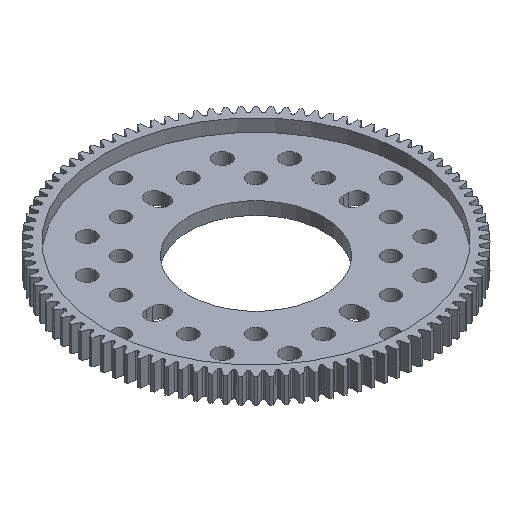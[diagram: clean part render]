
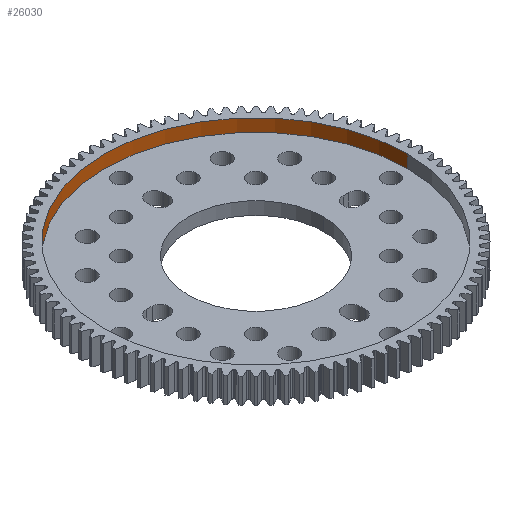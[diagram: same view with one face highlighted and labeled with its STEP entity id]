
A CAD part, isometric view. The second image highlights one B-rep face of the part: STEP entity #26030.
In plain terms, the highlighted cylindrical face has radius 35.9 mm (diameter 71.8 mm), a partial arc.
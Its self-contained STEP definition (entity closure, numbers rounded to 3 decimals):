
#824 = VECTOR ( 'NONE', #11670, 1000. ) ;
#1344 = DIRECTION ( 'NONE',  ( 1., 0., 0. ) ) ;
#2080 = DIRECTION ( 'NONE',  ( 1., 0., 0. ) ) ;
#2896 = AXIS2_PLACEMENT_3D ( 'NONE', #32660, #19877, #1344 ) ;
#2905 = VERTEX_POINT ( 'NONE', #6946 ) ;
#2994 = VERTEX_POINT ( 'NONE', #8223 ) ;
#3116 = EDGE_CURVE ( 'NONE', #12966, #27438, #36204, .T. ) ;
#5129 = CIRCLE ( 'NONE', #17142, 35.9 ) ;
#6946 = CARTESIAN_POINT ( 'NONE',  ( 35.9, 0., 6. ) ) ;
#8073 = ORIENTED_EDGE ( 'NONE', *, *, #35660, .T. ) ;
#8223 = CARTESIAN_POINT ( 'NONE',  ( 35.9, 0., 3. ) ) ;
#8382 = DIRECTION ( 'NONE',  ( 0., 0., 1. ) ) ;
#9040 = CARTESIAN_POINT ( 'NONE',  ( -35.9, 0., 3. ) ) ;
#10803 = EDGE_LOOP ( 'NONE', ( #39484, #21220, #8073, #40429 ) ) ;
#11670 = DIRECTION ( 'NONE',  ( 0., 0., 1. ) ) ;
#12267 = CYLINDRICAL_SURFACE ( 'NONE', #2896, 35.9 ) ;
#12966 = VERTEX_POINT ( 'NONE', #20814 ) ;
#17142 = AXIS2_PLACEMENT_3D ( 'NONE', #24010, #40399, #31260 ) ;
#19347 = EDGE_CURVE ( 'NONE', #2905, #27438, #5129, .T. ) ;
#19877 = DIRECTION ( 'NONE',  ( 0., 0., 1. ) ) ;
#20814 = CARTESIAN_POINT ( 'NONE',  ( -35.9, 0., 3. ) ) ;
#21220 = ORIENTED_EDGE ( 'NONE', *, *, #27974, .F. ) ;
#22030 = CIRCLE ( 'NONE', #26753, 35.9 ) ;
#22303 = LINE ( 'NONE', #29139, #33070 ) ;
#22480 = CARTESIAN_POINT ( 'NONE',  ( -35.9, 0., 6. ) ) ;
#23794 = CARTESIAN_POINT ( 'NONE',  ( 0., 0., 3. ) ) ;
#24010 = CARTESIAN_POINT ( 'NONE',  ( 0., 0., 6. ) ) ;
#26030 = ADVANCED_FACE ( 'NONE', ( #35376 ), #12267, .F. ) ;
#26753 = AXIS2_PLACEMENT_3D ( 'NONE', #23794, #8382, #2080 ) ;
#27438 = VERTEX_POINT ( 'NONE', #22480 ) ;
#27974 = EDGE_CURVE ( 'NONE', #2994, #12966, #22030, .T. ) ;
#29139 = CARTESIAN_POINT ( 'NONE',  ( 35.9, 0., 3. ) ) ;
#31260 = DIRECTION ( 'NONE',  ( 1., 0., 0. ) ) ;
#32660 = CARTESIAN_POINT ( 'NONE',  ( 0., 0., 3. ) ) ;
#33070 = VECTOR ( 'NONE', #33353, 1000. ) ;
#33353 = DIRECTION ( 'NONE',  ( 0., 0., 1. ) ) ;
#35376 = FACE_OUTER_BOUND ( 'NONE', #10803, .T. ) ;
#35660 = EDGE_CURVE ( 'NONE', #2994, #2905, #22303, .T. ) ;
#36204 = LINE ( 'NONE', #9040, #824 ) ;
#39484 = ORIENTED_EDGE ( 'NONE', *, *, #3116, .F. ) ;
#40399 = DIRECTION ( 'NONE',  ( 0., 0., 1. ) ) ;
#40429 = ORIENTED_EDGE ( 'NONE', *, *, #19347, .T. ) ;
